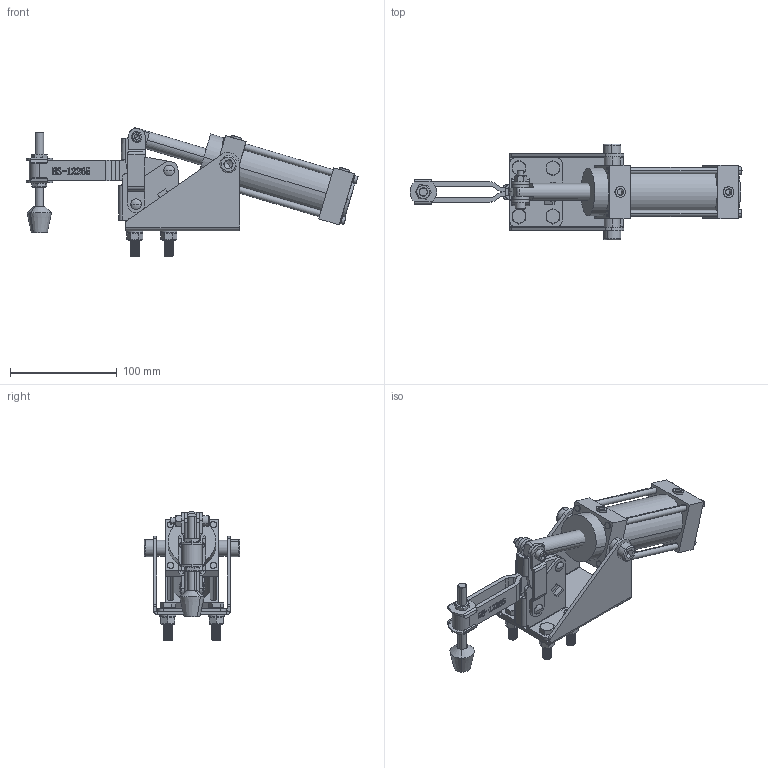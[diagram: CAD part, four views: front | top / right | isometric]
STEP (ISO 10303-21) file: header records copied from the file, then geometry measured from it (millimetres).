
FILE_DESCRIPTION (( 'STEP AP203' ), '1' );
FILE_NAME ('HS-12265-A .STEP', '2023-04-06T07:30:31', ( '微软用户' ), ( '微软中国' ), 'SwSTEP 2.0', 'SolidWorks 2012', '' );
FILE_SCHEMA (( 'CONFIG_CONTROL_DESIGN' ));
Products named in the file (21): HS-12265-A ; FW-380; hex nuts, style 1-grades ab gb_GB_FASTENER_NUT_SNAB1 M8-N; plain washers for clevis pins gb_GB_ROUND_WASHERS_TYPE7 8; hexagon head bolts-full thread gb_GB_FASTENER_BOLT_STBAB A M8X30-S; prevailing torque all-metal 1 gb_GB_HEXAGON_LOCK_TYPE1 M6-N; hexagon socket head cap screws gb_GB_FASTENER_SCREWS_HSHCS M6X30-N; hexagon socket head cap screws gb_GB_FASTENER_SCREWS_HSHCS M10X20-N; 階杶; hex thin nuts-grades ab-chamfered gb_GB_FASTENER_NUT_STNAB M8-N; hexagon head bolts-full thread gb_GB_FASTENER_BOLT_STBAB A M8X80-N; 酗种; 蚐詰; 揤輸; 揤參; 蟀裝2; 蟀裝; 活塞杆; 楊擘菁釱; 傻种; 菁殤
Assembly tree (35 placements, depth 2):
  HS-12265-A 
    菁殤
    傻种  x2
    楊擘菁釱
    活塞杆
    蟀裝
    蟀裝2  x2
    揤參
    揤輸
    蚐詰
    酗种
    hexagon head bolts-full thread gb_GB_FASTENER_BOLT_STBAB A M8X80-N
    hex thin nuts-grades ab-chamfered gb_GB_FASTENER_NUT_STNAB M8-N  x2
    階杶  x2
    hexagon socket head cap screws gb_GB_FASTENER_SCREWS_HSHCS M10X20-N  x2
    hexagon socket head cap screws gb_GB_FASTENER_SCREWS_HSHCS M6X30-N
    prevailing torque all-metal 1 gb_GB_HEXAGON_LOCK_TYPE1 M6-N
    hexagon head bolts-full thread gb_GB_FASTENER_BOLT_STBAB A M8X30-S  x4
    plain washers for clevis pins gb_GB_ROUND_WASHERS_TYPE7 8  x4
    hex nuts, style 1-grades ab gb_GB_FASTENER_NUT_SNAB1 M8-N  x4
    FW-380  x2
Bounding box: 311.68 x 90 x 120.75 mm (x, y, z)
Volume: 431698.7 mm3; surface area: 147755.1 mm2
Topology: 35 solids, 35 shells, 2076 faces, 4699 edges, 2748 vertices
Faces by surface type: cone 717, plane 616, cylinder 578, bspline 145, sphere 12, torus 8
Entity records: 43292 total; most frequent: CARTESIAN_POINT 14421, ORIENTED_EDGE 5508, DIRECTION 5241, EDGE_CURVE 2754, AXIS2_PLACEMENT_3D 1835, VERTEX_POINT 1705, LINE 1571, VECTOR 1571
